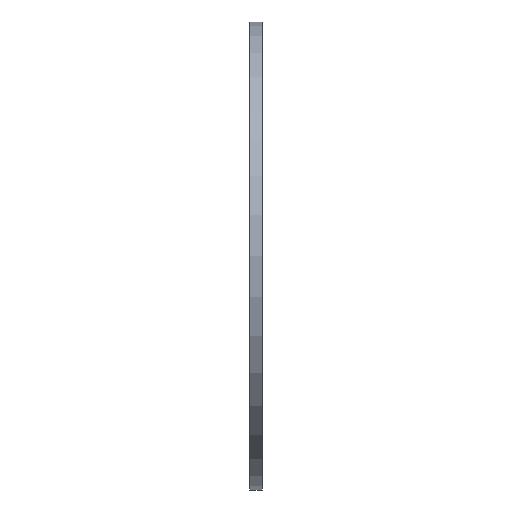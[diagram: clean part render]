
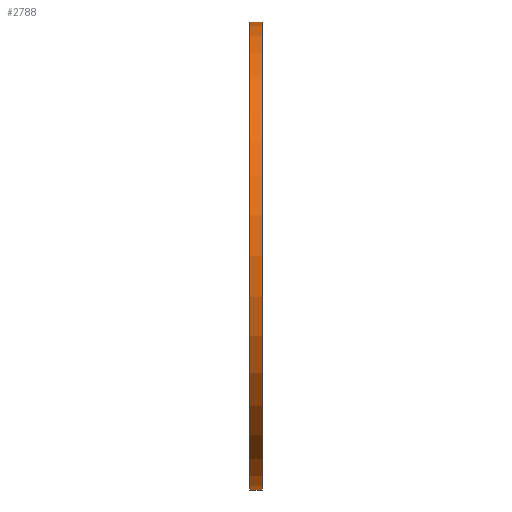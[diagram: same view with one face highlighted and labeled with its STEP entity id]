
A CAD part, front view. The second image highlights one B-rep face of the part: STEP entity #2788.
In plain terms, the highlighted cylindrical face has radius 18.415 mm (diameter 36.83 mm), a full revolution.
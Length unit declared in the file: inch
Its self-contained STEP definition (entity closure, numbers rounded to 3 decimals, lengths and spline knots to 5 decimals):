
#16=FACE_BOUND($,#528,.T.);
#37=CIRCLE($,#2864,0.725);
#38=CIRCLE($,#2865,0.725);
#39=CYLINDRICAL_SURFACE($,#2863,0.725);
#388=FACE_OUTER_BOUND($,#527,.T.);
#527=EDGE_LOOP($,(#2298));
#528=EDGE_LOOP($,(#2299));
#1348=VERTEX_POINT($,#4764);
#1349=VERTEX_POINT($,#4766);
#1755=EDGE_CURVE($,#1348,#1348,#37,.T.);
#1756=EDGE_CURVE($,#1349,#1349,#38,.T.);
#2298=ORIENTED_EDGE($,*,*,#1755,.F.);
#2299=ORIENTED_EDGE($,*,*,#1756,.F.);
#2788=ADVANCED_FACE($,(#388,#16),#39,.T.);
#2863=AXIS2_PLACEMENT_3D($,#4763,#3254,#3255);
#2864=AXIS2_PLACEMENT_3D($,#4765,#3256,#3257);
#2865=AXIS2_PLACEMENT_3D($,#4767,#3258,#3259);
#3254=DIRECTION('center_axis',(1.,0.,0.));
#3255=DIRECTION('ref_axis',(0.,0.,-1.));
#3256=DIRECTION('center_axis',(1.,0.,0.));
#3257=DIRECTION('ref_axis',(0.,0.,-1.));
#3258=DIRECTION('center_axis',(-1.,0.,0.));
#3259=DIRECTION('ref_axis',(0.,0.,-1.));
#4763=CARTESIAN_POINT('Origin',(0.68302,0.,0.1));
#4764=CARTESIAN_POINT('',(0.72052,0.,0.825));
#4765=CARTESIAN_POINT('Origin',(0.72052,0.,0.1));
#4766=CARTESIAN_POINT('',(0.68302,0.,0.825));
#4767=CARTESIAN_POINT('Origin',(0.68302,0.,0.1));
